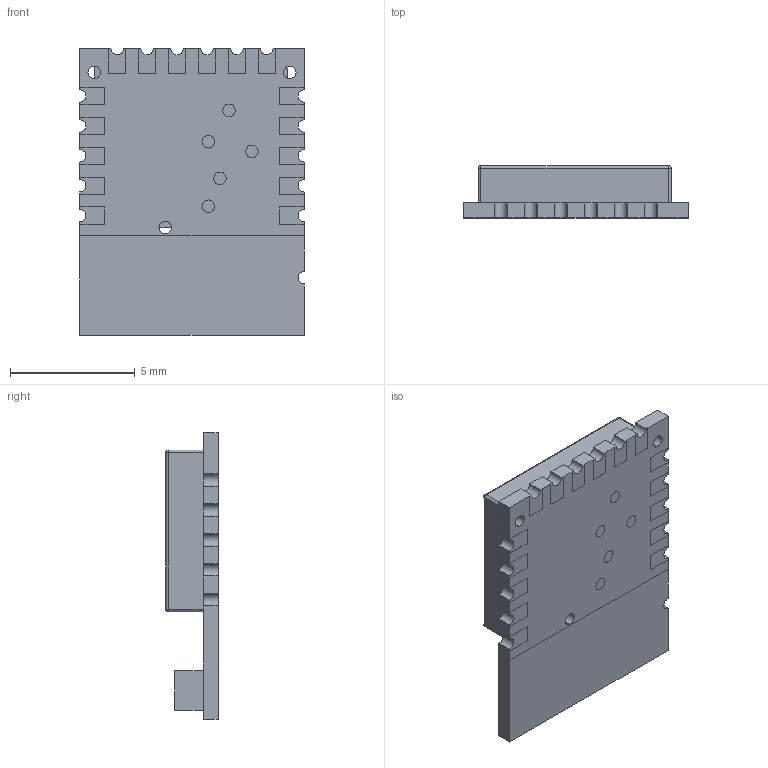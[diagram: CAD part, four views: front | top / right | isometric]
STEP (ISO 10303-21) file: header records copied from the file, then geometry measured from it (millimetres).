
FILE_DESCRIPTION (( 'STEP AP214' ), '1' );
FILE_NAME ('RN4871-I RM130.STEP', '2021-07-21T10:28:57', ( '' ), ( '' ), 'SwSTEP 2.0', 'SolidWorks 2018', '' );
FILE_SCHEMA (( 'AUTOMOTIVE_DESIGN' ));
Length unit declared in the file: millimetre
Products named in the file (2): RN4871-I RM130
Bounding box: 9 x 2.1 x 11.5 mm (x, y, z)
Volume: 140.8 mm3; surface area: 396.5 mm2
Topology: 8 solids, 8 shells, 173 faces, 448 edges, 292 vertices
Faces by surface type: plane 118, cylinder 51, sphere 4
Entity records: 7251 total; most frequent: CARTESIAN_POINT 911, DIRECTION 896, ORIENTED_EDGE 888, EDGE_CURVE 444, VECTOR 342, LINE 342, VERTEX_POINT 292, AXIS2_PLACEMENT_3D 277
